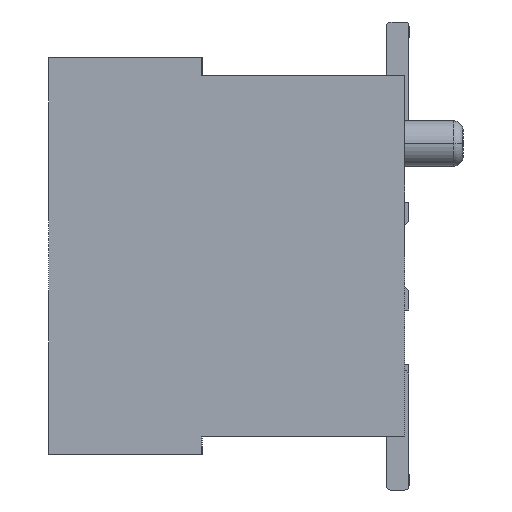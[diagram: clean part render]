
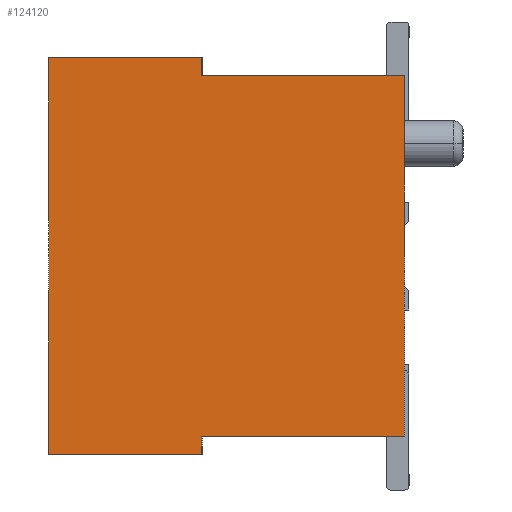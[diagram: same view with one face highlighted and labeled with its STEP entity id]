
A CAD part, left-side view. The second image highlights one B-rep face of the part: STEP entity #124120.
In plain terms, the highlighted planar face has unit normal (-1, 0, 0).
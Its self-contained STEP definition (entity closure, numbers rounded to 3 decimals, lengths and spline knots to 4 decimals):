
#31=DIRECTION('',(0.,-1.,0.));
#32=VECTOR('',#31,1.7);
#33=CARTESIAN_POINT('',(-11.35,3.95,2.2));
#34=LINE('',#33,#32);
#43=DIRECTION('',(0.,0.,1.));
#44=VECTOR('',#43,4.4);
#45=CARTESIAN_POINT('',(-11.35,3.95,-2.2));
#46=LINE('',#45,#44);
#29015=DIRECTION('',(0.,1.,0.));
#29016=VECTOR('',#29015,1.7);
#29017=CARTESIAN_POINT('',(-11.35,2.25,-2.2));
#29018=LINE('',#29017,#29016);
#29027=DIRECTION('',(0.,0.,-1.));
#29028=VECTOR('',#29027,0.2);
#29029=CARTESIAN_POINT('',(-11.35,2.25,-2.));
#29030=LINE('',#29029,#29028);
#29131=DIRECTION('',(0.,-1.,0.));
#29132=VECTOR('',#29131,2.25);
#29133=CARTESIAN_POINT('',(-11.35,2.25,-2.));
#29134=LINE('',#29133,#29132);
#44831=DIRECTION('',(0.,0.,1.));
#44832=VECTOR('',#44831,0.2);
#44833=CARTESIAN_POINT('',(-11.35,2.25,2.));
#44834=LINE('',#44833,#44832);
#44835=DIRECTION('',(0.,1.,0.));
#44836=VECTOR('',#44835,2.25);
#44837=CARTESIAN_POINT('',(-11.35,0.,2.));
#44838=LINE('',#44837,#44836);
#44839=DIRECTION('',(0.,0.,1.));
#44840=VECTOR('',#44839,4.);
#44841=CARTESIAN_POINT('',(-11.35,0.,-2.));
#44842=LINE('',#44841,#44840);
#53592=CARTESIAN_POINT('',(-11.35,0.,2.));
#53594=VERTEX_POINT('',#53592);
#53595=CARTESIAN_POINT('',(-11.35,0.,-2.));
#53596=VERTEX_POINT('',#53595);
#53603=CARTESIAN_POINT('',(-11.35,2.25,2.));
#53604=VERTEX_POINT('',#53603);
#53687=CARTESIAN_POINT('',(-11.35,2.25,2.2));
#53688=VERTEX_POINT('',#53687);
#53689=CARTESIAN_POINT('',(-11.35,2.25,-2.));
#53690=CARTESIAN_POINT('',(-11.35,2.25,-2.2));
#53691=VERTEX_POINT('',#53689);
#53692=VERTEX_POINT('',#53690);
#53693=CARTESIAN_POINT('',(-11.35,3.95,-2.2));
#53694=VERTEX_POINT('',#53693);
#53695=CARTESIAN_POINT('',(-11.35,3.95,2.2));
#53696=VERTEX_POINT('',#53695);
#124105=CARTESIAN_POINT('',(-11.35,1.975,0.));
#124106=DIRECTION('',(1.,0.,0.));
#124107=DIRECTION('',(0.,0.,1.));
#124108=AXIS2_PLACEMENT_3D('',#124105,#124106,#124107);
#124109=PLANE('',#124108);
#124110=ORIENTED_EDGE('',*,*,#101958,.T.);
#124111=ORIENTED_EDGE('',*,*,#101943,.T.);
#124112=ORIENTED_EDGE('',*,*,#59860,.T.);
#124113=ORIENTED_EDGE('',*,*,#59845,.T.);
#124114=ORIENTED_EDGE('',*,*,#59830,.F.);
#124115=ORIENTED_EDGE('',*,*,#59815,.F.);
#124116=ORIENTED_EDGE('',*,*,#59586,.F.);
#124117=ORIENTED_EDGE('',*,*,#102057,.F.);
#124118=EDGE_LOOP('',(#124110,#124111,#124112,#124113,#124114,#124115,#124116,
#124117));
#124119=FACE_OUTER_BOUND('',#124118,.F.);
#59586=EDGE_CURVE('',#53596,#53594,#44842,.T.);
#59815=EDGE_CURVE('',#53594,#53604,#44838,.T.);
#59830=EDGE_CURVE('',#53604,#53688,#44834,.T.);
#59845=EDGE_CURVE('',#53696,#53688,#34,.T.);
#59860=EDGE_CURVE('',#53694,#53696,#46,.T.);
#101943=EDGE_CURVE('',#53692,#53694,#29018,.T.);
#101958=EDGE_CURVE('',#53691,#53692,#29030,.T.);
#102057=EDGE_CURVE('',#53691,#53596,#29134,.T.);
#124120=ADVANCED_FACE('',(#124119),#124109,.F.);
